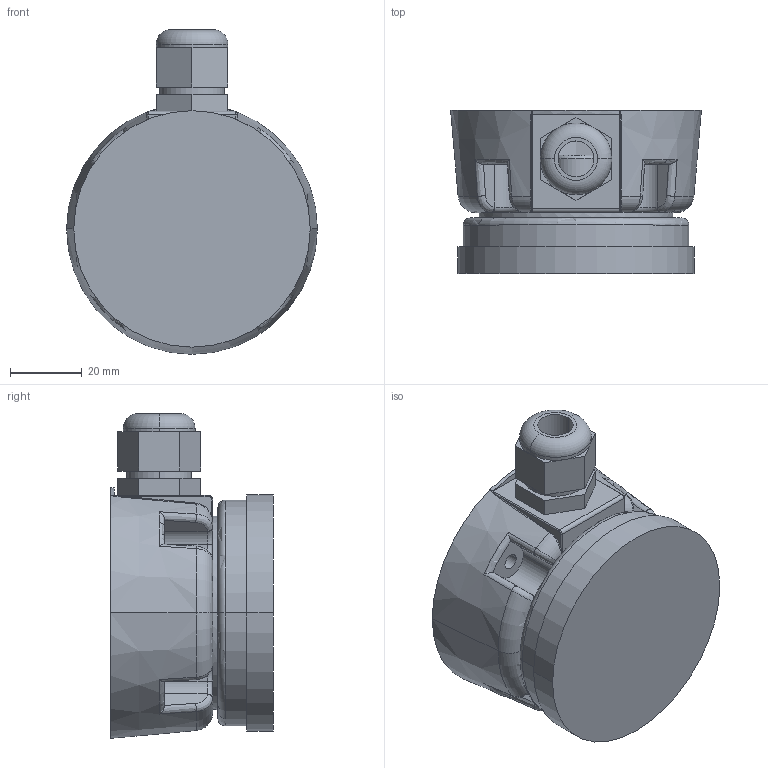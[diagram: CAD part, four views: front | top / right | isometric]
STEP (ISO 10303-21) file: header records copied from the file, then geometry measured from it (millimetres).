
FILE_DESCRIPTION(('STEP AP214'),'1');
FILE_NAME('cctmp_4DD896E9-A4D8-4ACD-9701-E44C87A544BB_2023_10_16_22_57_42_0291..stp','2023-10-16T20:57:42',('SIEMENS A&D'),('CADClick - www.CADClick.com'),'Spatial InterOp 3D postprocessed',' ','unknown authorization');
FILE_SCHEMA(('AUTOMOTIVE_DESIGN'));
Length unit declared in the file: millimetre
Products named in the file (1): 2023_10_16_22_57_42_0276
Bounding box: 70 x 45.5 x 90.6 mm (x, y, z)
Volume: 99969.8 mm3; surface area: 30153.8 mm2
Topology: 1 solids, 1 shells, 202 faces, 503 edges, 312 vertices
Faces by surface type: plane 78, cylinder 59, torus 32, bspline 24, cone 9
Entity records: 10573 total; most frequent: CARTESIAN_POINT 5376, ORIENTED_EDGE 1002, DIRECTION 877, EDGE_CURVE 501, AXIS2_PLACEMENT_3D 339, VERTEX_POINT 312, EDGE_LOOP 223, STYLED_ITEM 203
